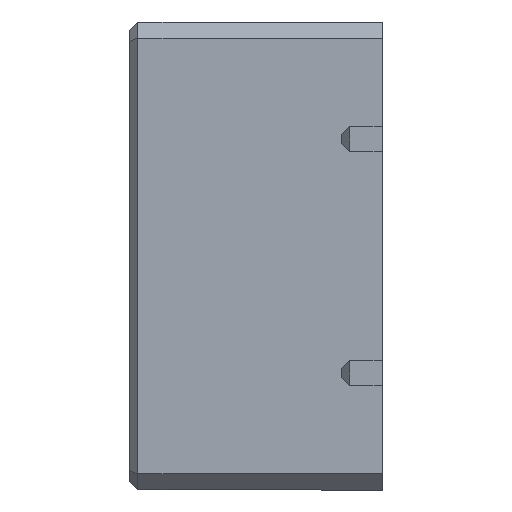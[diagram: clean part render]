
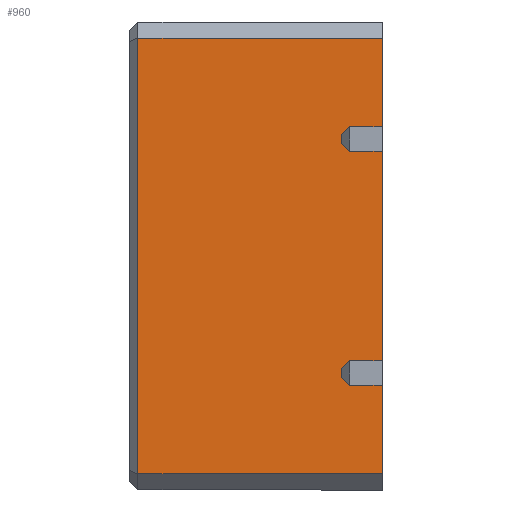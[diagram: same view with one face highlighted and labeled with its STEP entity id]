
A CAD part, front view. The second image highlights one B-rep face of the part: STEP entity #960.
In plain terms, the highlighted planar face has unit normal (0, -1, 0).
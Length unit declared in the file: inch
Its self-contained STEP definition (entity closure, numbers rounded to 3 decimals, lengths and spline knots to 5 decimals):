
#29 = EDGE_CURVE ( 'NONE', #295, #833, #713, .T. ) ;
#54 = VERTEX_POINT ( 'NONE', #584 ) ;
#59 = CARTESIAN_POINT ( 'NONE',  ( 0.1625, -2.65, 0.45 ) ) ;
#76 = CARTESIAN_POINT ( 'NONE',  ( 0.2025, -2.65, 0.02 ) ) ;
#87 = EDGE_CURVE ( 'NONE', #766, #833, #286, .T. ) ;
#89 = VERTEX_POINT ( 'NONE', #174 ) ;
#108 = DIRECTION ( 'NONE',  ( 0., 1., 0. ) ) ;
#130 = LINE ( 'NONE', #1260, #1669 ) ;
#162 = CARTESIAN_POINT ( 'NONE',  ( 0.1525, -2.65, 0.16 ) ) ;
#174 = CARTESIAN_POINT ( 'NONE',  ( 0.2025, -2.65, 0.42 ) ) ;
#202 = CARTESIAN_POINT ( 'NONE',  ( 0.1525, -2.65, 0.13 ) ) ;
#207 = VECTOR ( 'NONE', #1590, 39.37008 ) ;
#208 = VERTEX_POINT ( 'NONE', #59 ) ;
#264 = ORIENTED_EDGE ( 'NONE', *, *, #549, .T. ) ;
#269 = VECTOR ( 'NONE', #1591, 39.37008 ) ;
#272 = CARTESIAN_POINT ( 'NONE',  ( 0.1525, -2.65, 0.43 ) ) ;
#277 = ORIENTED_EDGE ( 'NONE', *, *, #1538, .T. ) ;
#286 = LINE ( 'NONE', #1027, #269 ) ;
#295 = VERTEX_POINT ( 'NONE', #414 ) ;
#301 = VECTOR ( 'NONE', #1301, 39.37008 ) ;
#315 = DIRECTION ( 'NONE',  ( -0.707, 0., 0.707 ) ) ;
#316 = LINE ( 'NONE', #1450, #868 ) ;
#326 = VECTOR ( 'NONE', #881, 39.37008 ) ;
#329 = CARTESIAN_POINT ( 'NONE',  ( 0.2025, -2.65, 0.45 ) ) ;
#335 = ORIENTED_EDGE ( 'NONE', *, *, #1651, .F. ) ;
#338 = DIRECTION ( 'NONE',  ( 0., 0., -1. ) ) ;
#340 = LINE ( 'NONE', #162, #326 ) ;
#348 = CARTESIAN_POINT ( 'NONE',  ( 0.1025, -2.65, 0.48 ) ) ;
#349 = LINE ( 'NONE', #76, #742 ) ;
#384 = CARTESIAN_POINT ( 'NONE',  ( 0.1525, -2.65, 0.44 ) ) ;
#386 = ORIENTED_EDGE ( 'NONE', *, *, #807, .F. ) ;
#393 = ORIENTED_EDGE ( 'NONE', *, *, #87, .F. ) ;
#414 = CARTESIAN_POINT ( 'NONE',  ( 0.1625, -2.65, 0.13 ) ) ;
#430 = CARTESIAN_POINT ( 'NONE',  ( 0.2025, -2.65, 0.56 ) ) ;
#437 = VERTEX_POINT ( 'NONE', #909 ) ;
#439 = CARTESIAN_POINT ( 'NONE',  ( 0.2025, -2.65, 0.58 ) ) ;
#450 = DIRECTION ( 'NONE',  ( 0.707, 0., 0.707 ) ) ;
#457 = EDGE_CURVE ( 'NONE', #1002, #845, #340, .T. ) ;
#506 = CARTESIAN_POINT ( 'NONE',  ( 0.2475, -2.65, 0.535 ) ) ;
#508 = VERTEX_POINT ( 'NONE', #1078 ) ;
#512 = VERTEX_POINT ( 'NONE', #1062 ) ;
#516 = CARTESIAN_POINT ( 'NONE',  ( 0.2025, -2.65, 0.58 ) ) ;
#549 = EDGE_CURVE ( 'NONE', #913, #208, #1812, .T. ) ;
#583 = EDGE_CURVE ( 'NONE', #512, #54, #349, .T. ) ;
#584 = CARTESIAN_POINT ( 'NONE',  ( 0.2025, -2.65, 0.02 ) ) ;
#597 = VECTOR ( 'NONE', #450, 39.37008 ) ;
#619 = DIRECTION ( 'NONE',  ( 1., 0., 0. ) ) ;
#621 = LINE ( 'NONE', #1616, #1168 ) ;
#635 = VERTEX_POINT ( 'NONE', #272 ) ;
#639 = DIRECTION ( 'NONE',  ( 1., 0., 0. ) ) ;
#662 = VECTOR ( 'NONE', #1233, 39.37008 ) ;
#664 = ORIENTED_EDGE ( 'NONE', *, *, #29, .T. ) ;
#713 = LINE ( 'NONE', #1175, #1611 ) ;
#716 = CARTESIAN_POINT ( 'NONE',  ( 0.1525, -2.65, 0.45 ) ) ;
#722 = VECTOR ( 'NONE', #1218, 39.37008 ) ;
#737 = LINE ( 'NONE', #1160, #597 ) ;
#742 = VECTOR ( 'NONE', #639, 39.37008 ) ;
#743 = VECTOR ( 'NONE', #1643, 39.37008 ) ;
#755 = ORIENTED_EDGE ( 'NONE', *, *, #1012, .F. ) ;
#759 = VERTEX_POINT ( 'NONE', #1685 ) ;
#764 = LINE ( 'NONE', #348, #722 ) ;
#766 = VERTEX_POINT ( 'NONE', #808 ) ;
#785 = ORIENTED_EDGE ( 'NONE', *, *, #457, .T. ) ;
#798 = ORIENTED_EDGE ( 'NONE', *, *, #964, .T. ) ;
#807 = EDGE_CURVE ( 'NONE', #437, #89, #882, .T. ) ;
#808 = CARTESIAN_POINT ( 'NONE',  ( 0.1525, -2.65, 0.15 ) ) ;
#833 = VERTEX_POINT ( 'NONE', #988 ) ;
#845 = VERTEX_POINT ( 'NONE', #1714 ) ;
#868 = VECTOR ( 'NONE', #619, 39.37008 ) ;
#881 = DIRECTION ( 'NONE',  ( 1., 0., 0. ) ) ;
#882 = LINE ( 'NONE', #1431, #207 ) ;
#900 = VECTOR ( 'NONE', #1646, 39.37008 ) ;
#909 = CARTESIAN_POINT ( 'NONE',  ( 0.1625, -2.65, 0.42 ) ) ;
#913 = VERTEX_POINT ( 'NONE', #384 ) ;
#917 = DIRECTION ( 'NONE',  ( -1., 0., 0. ) ) ;
#940 = VERTEX_POINT ( 'NONE', #1074 ) ;
#951 = ORIENTED_EDGE ( 'NONE', *, *, #1298, .F. ) ;
#956 = ORIENTED_EDGE ( 'NONE', *, *, #1713, .F. ) ;
#960 = ADVANCED_FACE ( 'NONE', ( #1230 ), #1381, .F. ) ;
#964 = EDGE_CURVE ( 'NONE', #759, #512, #1087, .T. ) ;
#988 = CARTESIAN_POINT ( 'NONE',  ( 0.1525, -2.65, 0.14 ) ) ;
#1002 = VERTEX_POINT ( 'NONE', #1487 ) ;
#1010 = ORIENTED_EDGE ( 'NONE', *, *, #583, .T. ) ;
#1012 = EDGE_CURVE ( 'NONE', #940, #54, #130, .T. ) ;
#1027 = CARTESIAN_POINT ( 'NONE',  ( 0.1525, -2.65, 0.16 ) ) ;
#1062 = CARTESIAN_POINT ( 'NONE',  ( -0.1, -2.65, 0.02 ) ) ;
#1074 = CARTESIAN_POINT ( 'NONE',  ( 0.2025, -2.65, 0.13 ) ) ;
#1078 = CARTESIAN_POINT ( 'NONE',  ( 0.2025, -2.65, 0.56 ) ) ;
#1081 = LINE ( 'NONE', #202, #900 ) ;
#1087 = LINE ( 'NONE', #1343, #743 ) ;
#1104 = VECTOR ( 'NONE', #1315, 39.37008 ) ;
#1140 = LINE ( 'NONE', #430, #1461 ) ;
#1150 = EDGE_CURVE ( 'NONE', #89, #845, #1180, .T. ) ;
#1160 = CARTESIAN_POINT ( 'NONE',  ( 0.3925, -2.65, 0.39 ) ) ;
#1167 = EDGE_CURVE ( 'NONE', #766, #1002, #737, .T. ) ;
#1168 = VECTOR ( 'NONE', #338, 39.37008 ) ;
#1169 = LINE ( 'NONE', #716, #301 ) ;
#1175 = CARTESIAN_POINT ( 'NONE',  ( -0.0425, -2.65, 0.335 ) ) ;
#1180 = LINE ( 'NONE', #439, #1104 ) ;
#1218 = DIRECTION ( 'NONE',  ( -0.707, 0., 0.707 ) ) ;
#1230 = FACE_OUTER_BOUND ( 'NONE', #1619, .T. ) ;
#1233 = DIRECTION ( 'NONE',  ( 0.707, 0., 0.707 ) ) ;
#1260 = CARTESIAN_POINT ( 'NONE',  ( 0.2025, -2.65, 0.58 ) ) ;
#1298 = EDGE_CURVE ( 'NONE', #508, #1817, #621, .T. ) ;
#1301 = DIRECTION ( 'NONE',  ( 0., 0., -1. ) ) ;
#1315 = DIRECTION ( 'NONE',  ( 0., 0., -1. ) ) ;
#1343 = CARTESIAN_POINT ( 'NONE',  ( -0.1, -2.65, 0.58 ) ) ;
#1381 = PLANE ( 'NONE',  #1825 ) ;
#1395 = ORIENTED_EDGE ( 'NONE', *, *, #1167, .T. ) ;
#1431 = CARTESIAN_POINT ( 'NONE',  ( 0.1525, -2.65, 0.42 ) ) ;
#1450 = CARTESIAN_POINT ( 'NONE',  ( 0.1525, -2.65, 0.45 ) ) ;
#1461 = VECTOR ( 'NONE', #1519, 39.37008 ) ;
#1487 = CARTESIAN_POINT ( 'NONE',  ( 0.1625, -2.65, 0.16 ) ) ;
#1519 = DIRECTION ( 'NONE',  ( -1., 0., 0. ) ) ;
#1538 = EDGE_CURVE ( 'NONE', #508, #759, #1140, .T. ) ;
#1590 = DIRECTION ( 'NONE',  ( 1., 0., 0. ) ) ;
#1591 = DIRECTION ( 'NONE',  ( 0., 0., -1. ) ) ;
#1611 = VECTOR ( 'NONE', #315, 39.37008 ) ;
#1616 = CARTESIAN_POINT ( 'NONE',  ( 0.2025, -2.65, 0.58 ) ) ;
#1619 = EDGE_LOOP ( 'NONE', ( #277, #798, #1010, #755, #956, #664, #393, #1395, #785, #1654, #386, #1647, #335, #264, #1675, #951 ) ) ;
#1643 = DIRECTION ( 'NONE',  ( 0., 0., -1. ) ) ;
#1646 = DIRECTION ( 'NONE',  ( 1., 0., 0. ) ) ;
#1647 = ORIENTED_EDGE ( 'NONE', *, *, #1802, .T. ) ;
#1651 = EDGE_CURVE ( 'NONE', #913, #635, #1169, .T. ) ;
#1654 = ORIENTED_EDGE ( 'NONE', *, *, #1150, .F. ) ;
#1669 = VECTOR ( 'NONE', #1692, 39.37008 ) ;
#1675 = ORIENTED_EDGE ( 'NONE', *, *, #1677, .T. ) ;
#1677 = EDGE_CURVE ( 'NONE', #208, #1817, #316, .T. ) ;
#1685 = CARTESIAN_POINT ( 'NONE',  ( -0.1, -2.65, 0.56 ) ) ;
#1692 = DIRECTION ( 'NONE',  ( 0., 0., -1. ) ) ;
#1713 = EDGE_CURVE ( 'NONE', #295, #940, #1081, .T. ) ;
#1714 = CARTESIAN_POINT ( 'NONE',  ( 0.2025, -2.65, 0.16 ) ) ;
#1802 = EDGE_CURVE ( 'NONE', #437, #635, #764, .T. ) ;
#1812 = LINE ( 'NONE', #506, #662 ) ;
#1817 = VERTEX_POINT ( 'NONE', #329 ) ;
#1825 = AXIS2_PLACEMENT_3D ( 'NONE', #516, #108, #917 ) ;
